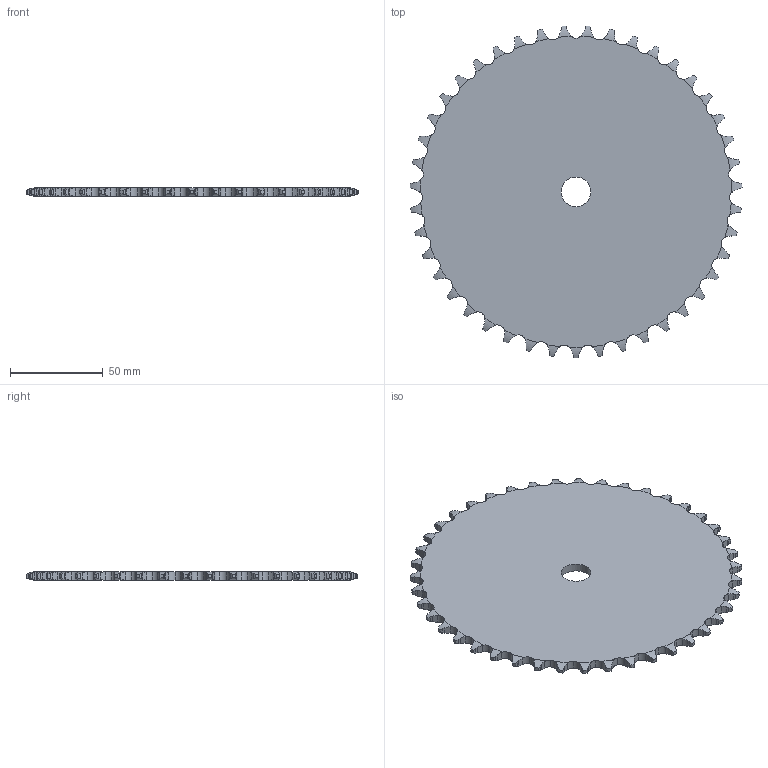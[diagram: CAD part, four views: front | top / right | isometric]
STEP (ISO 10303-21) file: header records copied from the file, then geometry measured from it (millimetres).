
FILE_DESCRIPTION(('FreeCAD Model'),'2;1');
FILE_NAME('Open CASCADE Shape Model','2022-02-19T15:53:10',('FreeCAD'),( 'FreeCAD'),'Open CASCADE STEP processor 7.4','FreeCAD','Unknown');
FILE_SCHEMA(('AUTOMOTIVE_DESIGN { 1 0 10303 214 1 1 1 1 }'));
Products named in the file (1): Open CASCADE STEP translator 7.4 79
Bounding box: 179.44 x 179.33 x 4.5 mm (x, y, z)
Volume: 102308.7 mm3; surface area: 49296.9 mm2
Topology: 1 solids, 1 shells, 478 faces, 1428 edges, 952 vertices
Faces by surface type: cylinder 302, plane 88, torus 88
Full cylindrical faces by diameter (mm): 16 x1
Entity records: 43342 total; most frequent: CARTESIAN_POINT 19323, DIRECTION 3260, ORIENTED_EDGE 2856, PCURVE 2856, DEFINITIONAL_REPRESENTATION 2856, B_SPLINE_CURVE_WITH_KNOTS 2070, LINE 1602, VECTOR 1602
